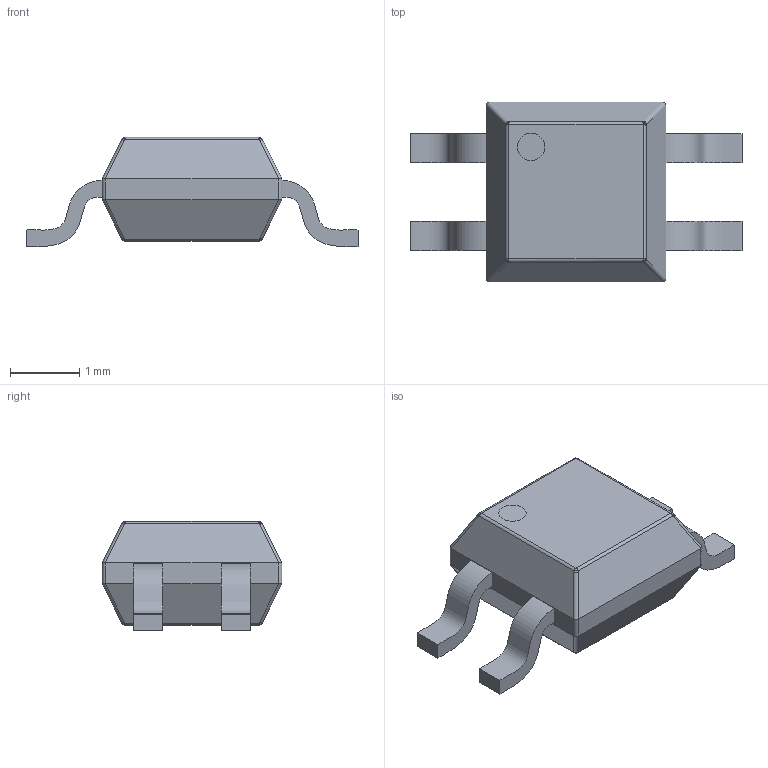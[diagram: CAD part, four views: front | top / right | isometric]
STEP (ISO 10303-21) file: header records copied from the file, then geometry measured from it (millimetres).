
FILE_DESCRIPTION(('for SolidWorks'),'2;1');
FILE_NAME('sop-4_4.85x1.27.step', '2016-08-03T13:17:08',('Serg'),(''),'Open CASCADE STEP processor 6.6', 'DipTrace','Unknown');
FILE_SCHEMA(('AUTOMOTIVE_DESIGN { 1 0 10303 214 1 1 1 1 }'));
Length unit declared in the file: millimetre
Products named in the file (3): ASSEMBLY; sop-4_4.85x1.27; sop-4_4.85x1.27_001
Assembly tree (2 placements, depth 2):
  ASSEMBLY
    sop-4_4.85x1.27
    sop-4_4.85x1.27_001
Bounding box: 4.8 x 2.6 x 1.58 mm (x, y, z)
Volume: 9 mm3; surface area: 32.3 mm2
Topology: 5 solids, 5 shells, 76 faces, 179 edges, 106 vertices
Faces by surface type: bspline 32, plane 23, cylinder 21
Full cylindrical faces by diameter (mm): 0.4 x1
Entity records: 3043 total; most frequent: CARTESIAN_POINT 1204, ORIENTED_EDGE 342, DIRECTION 195, EDGE_CURVE 171, VERTEX_POINT 106, B_SPLINE_CURVE_WITH_KNOTS 84, FACE_BOUND 77, EDGE_LOOP 77
